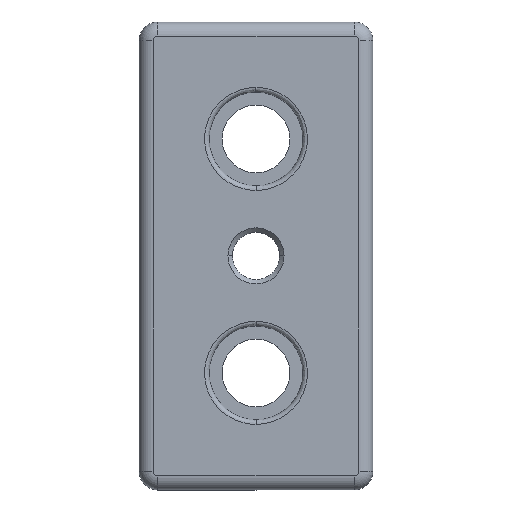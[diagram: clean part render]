
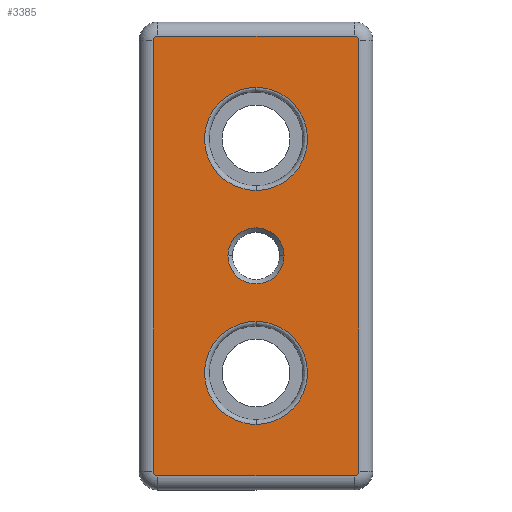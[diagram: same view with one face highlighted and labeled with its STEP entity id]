
A CAD part, top view. The second image highlights one B-rep face of the part: STEP entity #3385.
In plain terms, the highlighted planar face has unit normal (0, 0, 1).
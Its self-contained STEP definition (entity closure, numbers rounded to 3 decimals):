
#42 = AXIS2_PLACEMENT_3D ( 'NONE', #3871, #4298, #5168 ) ;
#55 = CARTESIAN_POINT ( 'NONE',  ( 0., -14., 16. ) ) ;
#87 = CARTESIAN_POINT ( 'NONE',  ( 0., -36., 16. ) ) ;
#130 = CARTESIAN_POINT ( 'NONE',  ( -22., -14., 16. ) ) ;
#132 = CARTESIAN_POINT ( 'NONE',  ( 22., 50., 16. ) ) ;
#185 = CARTESIAN_POINT ( 'NONE',  ( 6., 0., 16. ) ) ;
#187 = DIRECTION ( 'NONE',  ( 0., 0., 1. ) ) ;
#212 = CARTESIAN_POINT ( 'NONE',  ( 0., 0., 16. ) ) ;
#243 = VECTOR ( 'NONE', #4850, 1000. ) ;
#266 = VERTEX_POINT ( 'NONE', #3472 ) ;
#325 = EDGE_CURVE ( 'NONE', #3049, #2287, #5452, .T. ) ;
#388 = CARTESIAN_POINT ( 'NONE',  ( 0., 14., 16. ) ) ;
#430 = ORIENTED_EDGE ( 'NONE', *, *, #2429, .F. ) ;
#482 = ORIENTED_EDGE ( 'NONE', *, *, #3003, .F. ) ;
#558 = VERTEX_POINT ( 'NONE', #5085 ) ;
#629 = CARTESIAN_POINT ( 'NONE',  ( 22., 14., 16. ) ) ;
#687 = VERTEX_POINT ( 'NONE', #3093 ) ;
#731 = VERTEX_POINT ( 'NONE', #1320 ) ;
#870 = CARTESIAN_POINT ( 'NONE',  ( -21., -46., 16. ) ) ;
#918 = AXIS2_PLACEMENT_3D ( 'NONE', #3944, #2205, #1742 ) ;
#946 = EDGE_CURVE ( 'NONE', #1792, #266, #3058, .T. ) ;
#978 = FACE_BOUND ( 'NONE', #3221, .T. ) ;
#1003 = CARTESIAN_POINT ( 'NONE',  ( -22., -36., 16. ) ) ;
#1023 = CARTESIAN_POINT ( 'NONE',  ( -22., 14., 16. ) ) ;
#1059 = CARTESIAN_POINT ( 'NONE',  ( 22., 36., 16. ) ) ;
#1099 = VECTOR ( 'NONE', #1361, 1000. ) ;
#1199 = ORIENTED_EDGE ( 'NONE', *, *, #4361, .F. ) ;
#1242 = CARTESIAN_POINT ( 'NONE',  ( 25., 47., 16. ) ) ;
#1244 = CIRCLE ( 'NONE', #5456, 1. ) ;
#1246 = CIRCLE ( 'NONE', #4263, 6. ) ;
#1320 = CARTESIAN_POINT ( 'NONE',  ( 22., 46., 16. ) ) ;
#1361 = DIRECTION ( 'NONE',  ( -1., 0., 0. ) ) ;
#1388 = CARTESIAN_POINT ( 'NONE',  ( 0., 36., 16. ) ) ;
#1397 = ORIENTED_EDGE ( 'NONE', *, *, #2669, .F. ) ;
#1422 = ORIENTED_EDGE ( 'NONE', *, *, #2623, .F. ) ;
#1472 = ORIENTED_EDGE ( 'NONE', *, *, #3954, .F. ) ;
#1483 = CARTESIAN_POINT ( 'NONE',  ( 0., 36., 16. ) ) ;
#1500 = EDGE_CURVE ( 'NONE', #687, #2876, #3124, .T. ) ;
#1607 = EDGE_CURVE ( 'NONE', #731, #4710, #2649, .T. ) ;
#1618 = CARTESIAN_POINT ( 'NONE',  ( 22., -46., 16. ) ) ;
#1734 = ORIENTED_EDGE ( 'NONE', *, *, #2316, .T. ) ;
#1742 = DIRECTION ( 'NONE',  ( -1., 0., 0. ) ) ;
#1752 = VECTOR ( 'NONE', #5015, 1000. ) ;
#1758 = AXIS2_PLACEMENT_3D ( 'NONE', #2197, #5244, #2267 ) ;
#1786 = ORIENTED_EDGE ( 'NONE', *, *, #1500, .T. ) ;
#1792 = VERTEX_POINT ( 'NONE', #3052 ) ;
#1800 = CARTESIAN_POINT ( 'NONE',  ( 0., 14., 16. ) ) ;
#1854 = DIRECTION ( 'NONE',  ( 1., 0., 0. ) ) ;
#1891 = VERTEX_POINT ( 'NONE', #388 ) ;
#1972 = DIRECTION ( 'NONE',  ( 0., 0., 1. ) ) ;
#2114 = FACE_BOUND ( 'NONE', #4625, .T. ) ;
#2163 =( BOUNDED_CURVE ( )  B_SPLINE_CURVE ( 3, ( #1388, #3568, #1023, #1800 ),
 .UNSPECIFIED., .F., .T. ) 
 B_SPLINE_CURVE_WITH_KNOTS ( ( 4, 4 ),
 ( 0., 1. ),
 .UNSPECIFIED. ) 
 CURVE ( )  GEOMETRIC_REPRESENTATION_ITEM ( )  RATIONAL_B_SPLINE_CURVE ( ( 1., 0.333, 0.333, 1. ) ) 
 REPRESENTATION_ITEM ( '' )  );
#2197 = CARTESIAN_POINT ( 'NONE',  ( 21., 46., 16. ) ) ;
#2205 = DIRECTION ( 'NONE',  ( 0., 0., -1. ) ) ;
#2267 = DIRECTION ( 'NONE',  ( -1., 0., 0. ) ) ;
#2287 = VERTEX_POINT ( 'NONE', #5013 ) ;
#2316 = EDGE_CURVE ( 'NONE', #5384, #2409, #1244, .T. ) ;
#2393 = CARTESIAN_POINT ( 'NONE',  ( -21., 47., 16. ) ) ;
#2409 = VERTEX_POINT ( 'NONE', #5078 ) ;
#2415 = DIRECTION ( 'NONE',  ( 0., 0., 1. ) ) ;
#2429 = EDGE_CURVE ( 'NONE', #5384, #4710, #5522, .T. ) ;
#2477 = ORIENTED_EDGE ( 'NONE', *, *, #3037, .F. ) ;
#2588 = DIRECTION ( 'NONE',  ( 0., 0., 1. ) ) ;
#2623 = EDGE_CURVE ( 'NONE', #3740, #1891, #2163, .T. ) ;
#2649 = CIRCLE ( 'NONE', #1758, 1. ) ;
#2669 = EDGE_CURVE ( 'NONE', #1891, #3740, #5310, .T. ) ;
#2752 = VERTEX_POINT ( 'NONE', #185 ) ;
#2876 = VERTEX_POINT ( 'NONE', #1618 ) ;
#3003 = EDGE_CURVE ( 'NONE', #731, #2876, #4378, .T. ) ;
#3037 = EDGE_CURVE ( 'NONE', #2752, #558, #1246, .T. ) ;
#3049 = VERTEX_POINT ( 'NONE', #3606 ) ;
#3052 = CARTESIAN_POINT ( 'NONE',  ( -22., -46., 16. ) ) ;
#3058 = CIRCLE ( 'NONE', #4187, 1. ) ;
#3093 = CARTESIAN_POINT ( 'NONE',  ( 21., -47., 16. ) ) ;
#3124 = CIRCLE ( 'NONE', #42, 1. ) ;
#3181 = CARTESIAN_POINT ( 'NONE',  ( 0., 14., 16. ) ) ;
#3221 = EDGE_LOOP ( 'NONE', ( #2477, #1472 ) ) ;
#3269 = CARTESIAN_POINT ( 'NONE',  ( 21., 47., 16. ) ) ;
#3319 = CARTESIAN_POINT ( 'NONE',  ( -21., 46., 16. ) ) ;
#3329 = ORIENTED_EDGE ( 'NONE', *, *, #1607, .T. ) ;
#3340 = CARTESIAN_POINT ( 'NONE',  ( -22., 50., 16. ) ) ;
#3385 = ADVANCED_FACE ( 'NONE', ( #3503, #2114, #978, #5383 ), #4804, .F. ) ;
#3428 = ORIENTED_EDGE ( 'NONE', *, *, #3711, .F. ) ;
#3448 = CARTESIAN_POINT ( 'NONE',  ( 22., -14., 16. ) ) ;
#3472 = CARTESIAN_POINT ( 'NONE',  ( -21., -47., 16. ) ) ;
#3503 = FACE_BOUND ( 'NONE', #4734, .T. ) ;
#3504 = ORIENTED_EDGE ( 'NONE', *, *, #325, .F. ) ;
#3556 = AXIS2_PLACEMENT_3D ( 'NONE', #4072, #187, #1854 ) ;
#3568 = CARTESIAN_POINT ( 'NONE',  ( -22., 36., 16. ) ) ;
#3578 = CARTESIAN_POINT ( 'NONE',  ( 25., -47., 16. ) ) ;
#3606 = CARTESIAN_POINT ( 'NONE',  ( 0., -36., 16. ) ) ;
#3711 = EDGE_CURVE ( 'NONE', #2287, #3049, #4795, .T. ) ;
#3740 = VERTEX_POINT ( 'NONE', #4847 ) ;
#3844 = DIRECTION ( 'NONE',  ( 0., 1., 0. ) ) ;
#3871 = CARTESIAN_POINT ( 'NONE',  ( 21., -46., 16. ) ) ;
#3894 = CARTESIAN_POINT ( 'NONE',  ( 0., -14., 16. ) ) ;
#3944 = CARTESIAN_POINT ( 'NONE',  ( 25., 50., 16. ) ) ;
#3954 = EDGE_CURVE ( 'NONE', #558, #2752, #4436, .T. ) ;
#4072 = CARTESIAN_POINT ( 'NONE',  ( 0., 0., 16. ) ) ;
#4078 = DIRECTION ( 'NONE',  ( 0., 1., 0. ) ) ;
#4183 = EDGE_LOOP ( 'NONE', ( #1199, #1786, #482, #3329, #430, #1734, #5158, #4624 ) ) ;
#4187 = AXIS2_PLACEMENT_3D ( 'NONE', #870, #2588, #3844 ) ;
#4263 = AXIS2_PLACEMENT_3D ( 'NONE', #212, #1972, #4894 ) ;
#4298 = DIRECTION ( 'NONE',  ( 0., 0., 1. ) ) ;
#4361 = EDGE_CURVE ( 'NONE', #687, #266, #5113, .T. ) ;
#4375 = VECTOR ( 'NONE', #5521, 1000. ) ;
#4378 = LINE ( 'NONE', #132, #243 ) ;
#4436 = CIRCLE ( 'NONE', #3556, 6. ) ;
#4624 = ORIENTED_EDGE ( 'NONE', *, *, #946, .T. ) ;
#4625 = EDGE_LOOP ( 'NONE', ( #1397, #1422 ) ) ;
#4694 = LINE ( 'NONE', #3340, #1752 ) ;
#4710 = VERTEX_POINT ( 'NONE', #3269 ) ;
#4734 = EDGE_LOOP ( 'NONE', ( #3504, #3428 ) ) ;
#4795 =( BOUNDED_CURVE ( )  B_SPLINE_CURVE ( 3, ( #3894, #130, #1003, #5195 ),
 .UNSPECIFIED., .F., .T. ) 
 B_SPLINE_CURVE_WITH_KNOTS ( ( 4, 4 ),
 ( 0., 1. ),
 .UNSPECIFIED. ) 
 CURVE ( )  GEOMETRIC_REPRESENTATION_ITEM ( )  RATIONAL_B_SPLINE_CURVE ( ( 1., 0.333, 0.333, 1. ) ) 
 REPRESENTATION_ITEM ( '' )  );
#4804 = PLANE ( 'NONE',  #918 ) ;
#4847 = CARTESIAN_POINT ( 'NONE',  ( 0., 36., 16. ) ) ;
#4850 = DIRECTION ( 'NONE',  ( 0., -1., 0. ) ) ;
#4894 = DIRECTION ( 'NONE',  ( 1., 0., 0. ) ) ;
#5013 = CARTESIAN_POINT ( 'NONE',  ( 0., -14., 16. ) ) ;
#5015 = DIRECTION ( 'NONE',  ( 0., 1., 0. ) ) ;
#5061 = EDGE_CURVE ( 'NONE', #1792, #2409, #4694, .T. ) ;
#5078 = CARTESIAN_POINT ( 'NONE',  ( -22., 46., 16. ) ) ;
#5085 = CARTESIAN_POINT ( 'NONE',  ( -6., 0., 16. ) ) ;
#5113 = LINE ( 'NONE', #3578, #1099 ) ;
#5157 = CARTESIAN_POINT ( 'NONE',  ( 22., -36., 16. ) ) ;
#5158 = ORIENTED_EDGE ( 'NONE', *, *, #5061, .F. ) ;
#5168 = DIRECTION ( 'NONE',  ( -1., 0., 0. ) ) ;
#5195 = CARTESIAN_POINT ( 'NONE',  ( 0., -36., 16. ) ) ;
#5244 = DIRECTION ( 'NONE',  ( 0., 0., 1. ) ) ;
#5310 =( BOUNDED_CURVE ( )  B_SPLINE_CURVE ( 3, ( #3181, #629, #1059, #1483 ),
 .UNSPECIFIED., .F., .T. ) 
 B_SPLINE_CURVE_WITH_KNOTS ( ( 4, 4 ),
 ( 0., 1. ),
 .UNSPECIFIED. ) 
 CURVE ( )  GEOMETRIC_REPRESENTATION_ITEM ( )  RATIONAL_B_SPLINE_CURVE ( ( 1., 0.333, 0.333, 1. ) ) 
 REPRESENTATION_ITEM ( '' )  );
#5383 = FACE_OUTER_BOUND ( 'NONE', #4183, .T. ) ;
#5384 = VERTEX_POINT ( 'NONE', #2393 ) ;
#5452 =( BOUNDED_CURVE ( )  B_SPLINE_CURVE ( 3, ( #87, #5157, #3448, #55 ),
 .UNSPECIFIED., .F., .T. ) 
 B_SPLINE_CURVE_WITH_KNOTS ( ( 4, 4 ),
 ( 0., 1. ),
 .UNSPECIFIED. ) 
 CURVE ( )  GEOMETRIC_REPRESENTATION_ITEM ( )  RATIONAL_B_SPLINE_CURVE ( ( 1., 0.333, 0.333, 1. ) ) 
 REPRESENTATION_ITEM ( '' )  );
#5456 = AXIS2_PLACEMENT_3D ( 'NONE', #3319, #2415, #4078 ) ;
#5521 = DIRECTION ( 'NONE',  ( 1., 0., 0. ) ) ;
#5522 = LINE ( 'NONE', #1242, #4375 ) ;
